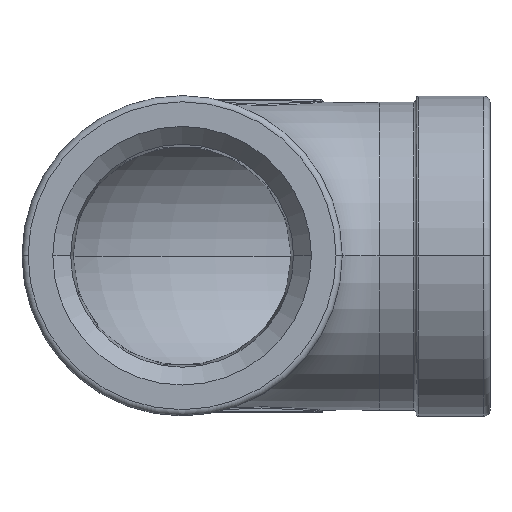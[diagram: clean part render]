
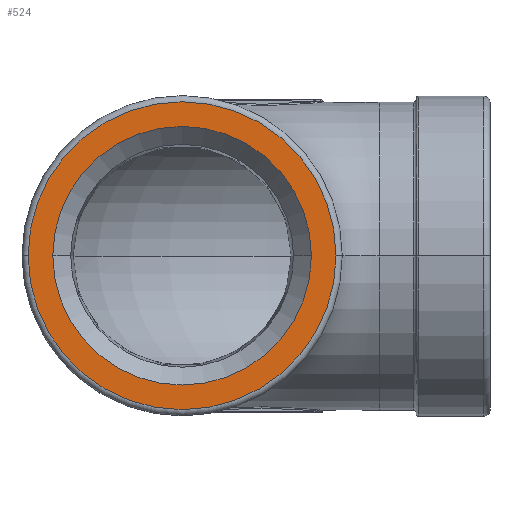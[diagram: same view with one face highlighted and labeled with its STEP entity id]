
A CAD part, top view. The second image highlights one B-rep face of the part: STEP entity #524.
In plain terms, the highlighted planar face has unit normal (0, 0, 1).
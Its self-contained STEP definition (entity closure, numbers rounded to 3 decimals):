
#524 = ADVANCED_FACE ( 'NONE', ( #9591, #20271 ), #20341, .T. ) ;
#570 = VERTEX_POINT ( 'NONE', #18879 ) ;
#824 = EDGE_CURVE ( 'NONE', #570, #2207, #16291, .T. ) ;
#1078 = DIRECTION ( 'NONE',  ( 0., 0., 1. ) ) ;
#2103 = CARTESIAN_POINT ( 'NONE',  ( -28.5, 0., 9. ) ) ;
#2207 = VERTEX_POINT ( 'NONE', #13404 ) ;
#2230 = DIRECTION ( 'NONE',  ( 0., 0., -1. ) ) ;
#2882 = ORIENTED_EDGE ( 'NONE', *, *, #8667, .T. ) ;
#3084 = AXIS2_PLACEMENT_3D ( 'NONE', #11789, #16938, #18740 ) ;
#3131 = CARTESIAN_POINT ( 'NONE',  ( -3.5, 0., 9. ) ) ;
#3806 = DIRECTION ( 'NONE',  ( -1., 0., 0. ) ) ;
#3829 = VERTEX_POINT ( 'NONE', #3131 ) ;
#6684 = AXIS2_PLACEMENT_3D ( 'NONE', #14079, #2230, #3806 ) ;
#7145 = CIRCLE ( 'NONE', #3084, 12.5 ) ;
#8667 = EDGE_CURVE ( 'NONE', #16594, #3829, #8809, .T. ) ;
#8700 = ORIENTED_EDGE ( 'NONE', *, *, #10633, .T. ) ;
#8809 = CIRCLE ( 'NONE', #12919, 12.5 ) ;
#9546 = CARTESIAN_POINT ( 'NONE',  ( -16., 0., 9. ) ) ;
#9591 = FACE_OUTER_BOUND ( 'NONE', #21907, .T. ) ;
#9911 = DIRECTION ( 'NONE',  ( 0., 0., 1. ) ) ;
#10352 = ORIENTED_EDGE ( 'NONE', *, *, #15690, .T. ) ;
#10633 = EDGE_CURVE ( 'NONE', #3829, #16594, #7145, .T. ) ;
#11789 = CARTESIAN_POINT ( 'NONE',  ( -16., 0., 9. ) ) ;
#12772 = CARTESIAN_POINT ( 'NONE',  ( -16., 0., 9. ) ) ;
#12919 = AXIS2_PLACEMENT_3D ( 'NONE', #9546, #1078, #18220 ) ;
#13404 = CARTESIAN_POINT ( 'NONE',  ( -5.501, 0., 9. ) ) ;
#14079 = CARTESIAN_POINT ( 'NONE',  ( -16., 0., 9. ) ) ;
#14834 = EDGE_LOOP ( 'NONE', ( #10352, #14929 ) ) ;
#14929 = ORIENTED_EDGE ( 'NONE', *, *, #824, .T. ) ;
#15690 = EDGE_CURVE ( 'NONE', #2207, #570, #19630, .T. ) ;
#16245 = DIRECTION ( 'NONE',  ( 0., 0., -1. ) ) ;
#16291 = CIRCLE ( 'NONE', #6684, 10.499 ) ;
#16506 = AXIS2_PLACEMENT_3D ( 'NONE', #12772, #16245, #18232 ) ;
#16594 = VERTEX_POINT ( 'NONE', #2103 ) ;
#16938 = DIRECTION ( 'NONE',  ( 0., 0., 1. ) ) ;
#17400 = AXIS2_PLACEMENT_3D ( 'NONE', #18808, #9911, #21846 ) ;
#18220 = DIRECTION ( 'NONE',  ( 1., 0., 0. ) ) ;
#18232 = DIRECTION ( 'NONE',  ( -1., 0., 0. ) ) ;
#18740 = DIRECTION ( 'NONE',  ( 1., 0., 0. ) ) ;
#18808 = CARTESIAN_POINT ( 'NONE',  ( -16., 0., 9. ) ) ;
#18879 = CARTESIAN_POINT ( 'NONE',  ( -26.499, 0., 9. ) ) ;
#19630 = CIRCLE ( 'NONE', #16506, 10.499 ) ;
#20271 = FACE_BOUND ( 'NONE', #14834, .T. ) ;
#20341 = PLANE ( 'NONE',  #17400 ) ;
#21846 = DIRECTION ( 'NONE',  ( 1., 0., 0. ) ) ;
#21907 = EDGE_LOOP ( 'NONE', ( #8700, #2882 ) ) ;
